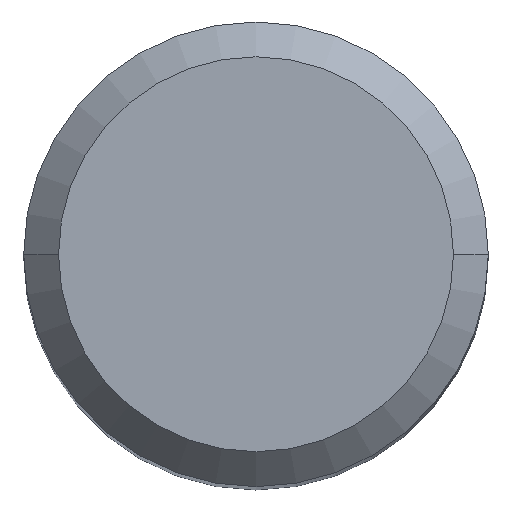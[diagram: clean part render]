
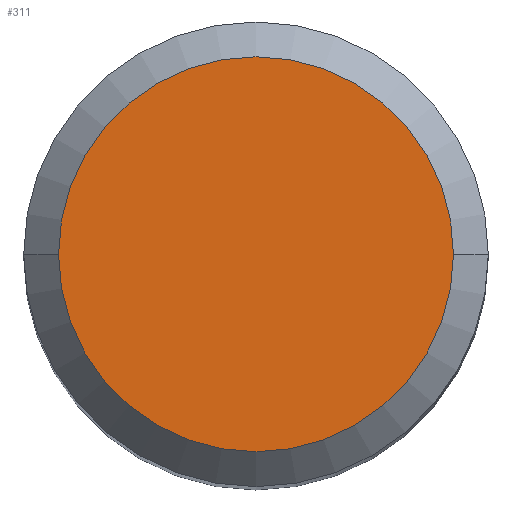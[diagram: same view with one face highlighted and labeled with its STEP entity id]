
A CAD part, top view. The second image highlights one B-rep face of the part: STEP entity #311.
In plain terms, the highlighted planar face has unit normal (0, 0, 1).
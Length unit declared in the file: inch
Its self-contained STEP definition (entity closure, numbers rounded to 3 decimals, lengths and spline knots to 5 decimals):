
#10 = AXIS2_PLACEMENT_3D ( 'NONE', #21, #136, #438 ) ;
#21 = CARTESIAN_POINT ( 'NONE',  ( 0., 0., 0. ) ) ;
#24 = CARTESIAN_POINT ( 'NONE',  ( 0.15937, 0., 0. ) ) ;
#27 = DIRECTION ( 'NONE',  ( 0., 0., -1. ) ) ;
#28 = CIRCLE ( 'NONE', #416, 0.15937 ) ;
#55 = DIRECTION ( 'NONE',  ( 1., 0., 0. ) ) ;
#115 = DIRECTION ( 'NONE',  ( 0., 0., 1. ) ) ;
#121 = CARTESIAN_POINT ( 'NONE',  ( 0., 0., 0. ) ) ;
#136 = DIRECTION ( 'NONE',  ( 0., 0., 1. ) ) ;
#169 = CARTESIAN_POINT ( 'NONE',  ( -0.15937, 0., 0. ) ) ;
#192 = FACE_OUTER_BOUND ( 'NONE', #313, .T. ) ;
#223 = VERTEX_POINT ( 'NONE', #24 ) ;
#248 = ORIENTED_EDGE ( 'NONE', *, *, #411, .T. ) ;
#274 = AXIS2_PLACEMENT_3D ( 'NONE', #468, #27, #432 ) ;
#275 = ORIENTED_EDGE ( 'NONE', *, *, #276, .T. ) ;
#276 = EDGE_CURVE ( 'NONE', #223, #441, #309, .T. ) ;
#309 = CIRCLE ( 'NONE', #10, 0.15937 ) ;
#311 = ADVANCED_FACE ( 'NONE', ( #192 ), #352, .F. ) ;
#313 = EDGE_LOOP ( 'NONE', ( #248, #275 ) ) ;
#352 = PLANE ( 'NONE',  #274 ) ;
#411 = EDGE_CURVE ( 'NONE', #441, #223, #28, .T. ) ;
#416 = AXIS2_PLACEMENT_3D ( 'NONE', #121, #115, #55 ) ;
#432 = DIRECTION ( 'NONE',  ( -1., 0., 0. ) ) ;
#438 = DIRECTION ( 'NONE',  ( 1., 0., 0. ) ) ;
#441 = VERTEX_POINT ( 'NONE', #169 ) ;
#468 = CARTESIAN_POINT ( 'NONE',  ( 0., 0., 0. ) ) ;
